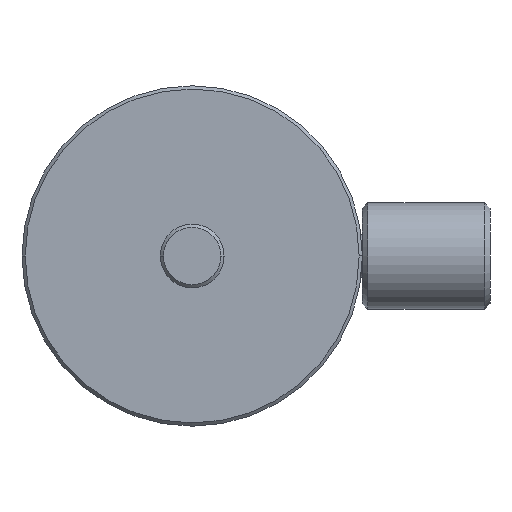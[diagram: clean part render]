
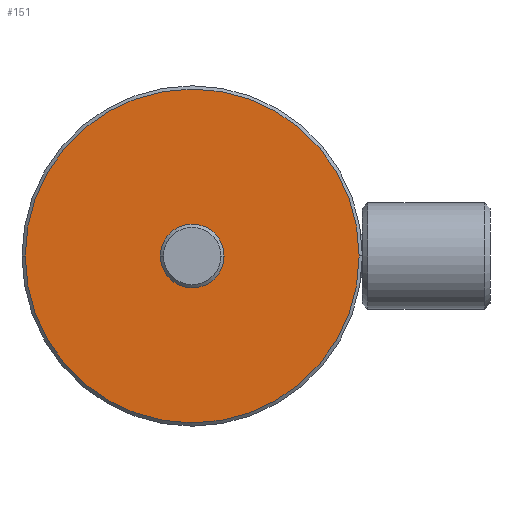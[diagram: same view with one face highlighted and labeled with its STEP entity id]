
A CAD part, front view. The second image highlights one B-rep face of the part: STEP entity #151.
In plain terms, the highlighted planar face has unit normal (0, -1, 0).
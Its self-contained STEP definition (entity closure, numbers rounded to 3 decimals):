
#8 = DIRECTION ( 'NONE',  ( 1., 0., 0. ) ) ;
#11 = DIRECTION ( 'NONE',  ( 0., -1., 0. ) ) ;
#24 = CARTESIAN_POINT ( 'NONE',  ( -0.46, -9.852, 0. ) ) ;
#35 = CARTESIAN_POINT ( 'NONE',  ( 15.24, -9.852, 0. ) ) ;
#36 = CARTESIAN_POINT ( 'NONE',  ( 1.84, -9.852, 0. ) ) ;
#47 = CARTESIAN_POINT ( 'NONE',  ( -16.16, -9.852, 0. ) ) ;
#48 = CARTESIAN_POINT ( 'NONE',  ( -2.76, -9.852, 0. ) ) ;
#124 = EDGE_CURVE ( 'NONE', #328, #309, #1644, .T. ) ;
#151 = ADVANCED_FACE ( 'NONE', ( #1213, #1406 ), #613, .F. ) ;
#173 = EDGE_CURVE ( 'NONE', #330, #312, #1590, .T. ) ;
#309 = VERTEX_POINT ( 'NONE', #35 ) ;
#312 = VERTEX_POINT ( 'NONE', #36 ) ;
#328 = VERTEX_POINT ( 'NONE', #47 ) ;
#330 = VERTEX_POINT ( 'NONE', #48 ) ;
#352 = CARTESIAN_POINT ( 'NONE',  ( -0.46, -9.852, 0. ) ) ;
#470 = DIRECTION ( 'NONE',  ( 1., 0., 0. ) ) ;
#474 = DIRECTION ( 'NONE',  ( 0., -1., 0. ) ) ;
#599 = DIRECTION ( 'NONE',  ( 0., 1., 0. ) ) ;
#601 = CARTESIAN_POINT ( 'NONE',  ( -2.76, -9.852, 0. ) ) ;
#606 = DIRECTION ( 'NONE',  ( -1., 0., 0. ) ) ;
#613 = PLANE ( 'NONE',  #1401 ) ;
#616 = DIRECTION ( 'NONE',  ( 0., -1., 0. ) ) ;
#618 = DIRECTION ( 'NONE',  ( 1., 0., 0. ) ) ;
#622 = CARTESIAN_POINT ( 'NONE',  ( -0.46, -9.852, 0. ) ) ;
#829 = EDGE_LOOP ( 'NONE', ( #1739, #1751 ) ) ;
#837 = EDGE_LOOP ( 'NONE', ( #1780, #1748 ) ) ;
#1043 = DIRECTION ( 'NONE',  ( 0., -1., 0. ) ) ;
#1049 = DIRECTION ( 'NONE',  ( 1., 0., 0. ) ) ;
#1077 = CARTESIAN_POINT ( 'NONE',  ( -0.46, -9.852, 0. ) ) ;
#1213 = FACE_BOUND ( 'NONE', #837, .T. ) ;
#1242 = AXIS2_PLACEMENT_3D ( 'NONE', #24, #11, #8 ) ;
#1314 = AXIS2_PLACEMENT_3D ( 'NONE', #622, #616, #618 ) ;
#1330 = AXIS2_PLACEMENT_3D ( 'NONE', #1077, #1043, #1049 ) ;
#1401 = AXIS2_PLACEMENT_3D ( 'NONE', #601, #599, #606 ) ;
#1406 = FACE_OUTER_BOUND ( 'NONE', #829, .T. ) ;
#1454 = AXIS2_PLACEMENT_3D ( 'NONE', #352, #474, #470 ) ;
#1538 = EDGE_CURVE ( 'NONE', #309, #328, #1634, .T. ) ;
#1590 = CIRCLE ( 'NONE', #1314, 2.3 ) ;
#1634 = CIRCLE ( 'NONE', #1330, 15.7 ) ;
#1644 = CIRCLE ( 'NONE', #1454, 15.7 ) ;
#1645 = EDGE_CURVE ( 'NONE', #312, #330, #1659, .T. ) ;
#1659 = CIRCLE ( 'NONE', #1242, 2.3 ) ;
#1739 = ORIENTED_EDGE ( 'NONE', *, *, #124, .T. ) ;
#1748 = ORIENTED_EDGE ( 'NONE', *, *, #173, .F. ) ;
#1751 = ORIENTED_EDGE ( 'NONE', *, *, #1538, .T. ) ;
#1780 = ORIENTED_EDGE ( 'NONE', *, *, #1645, .F. ) ;
